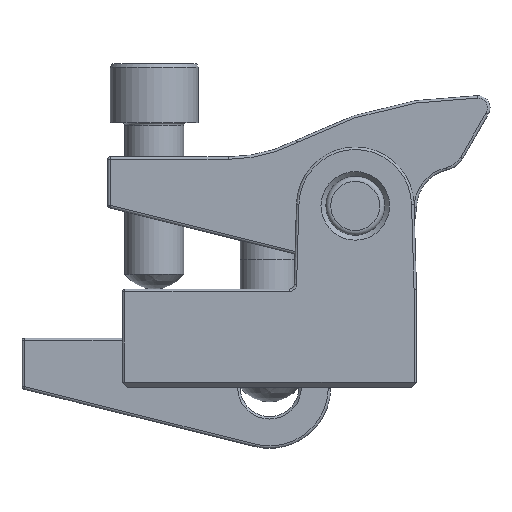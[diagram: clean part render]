
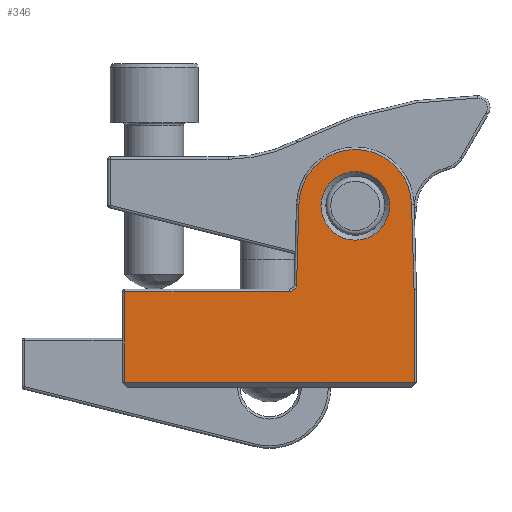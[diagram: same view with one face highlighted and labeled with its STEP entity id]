
A CAD part, left-side view. The second image highlights one B-rep face of the part: STEP entity #346.
In plain terms, the highlighted planar face has unit normal (-1, 0, 0).
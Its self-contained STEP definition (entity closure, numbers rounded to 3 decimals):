
#346 = ADVANCED_FACE( '', ( #588, #589 ), #590, .F. );
#588 = FACE_BOUND( '', #1150, .T. );
#589 = FACE_OUTER_BOUND( '', #1151, .T. );
#590 = PLANE( '', #1152 );
#1150 = EDGE_LOOP( '', ( #1860 ) );
#1151 = EDGE_LOOP( '', ( #1861, #1862, #1863, #1864, #1865, #1866, #1867, #1868 ) );
#1152 = AXIS2_PLACEMENT_3D( '', #1869, #1870, #1871 );
#1860 = ORIENTED_EDGE( '', *, *, #3096, .T. );
#1861 = ORIENTED_EDGE( '', *, *, #3097, .T. );
#1862 = ORIENTED_EDGE( '', *, *, #3098, .T. );
#1863 = ORIENTED_EDGE( '', *, *, #3099, .T. );
#1864 = ORIENTED_EDGE( '', *, *, #3100, .T. );
#1865 = ORIENTED_EDGE( '', *, *, #3101, .T. );
#1866 = ORIENTED_EDGE( '', *, *, #3102, .T. );
#1867 = ORIENTED_EDGE( '', *, *, #3103, .T. );
#1868 = ORIENTED_EDGE( '', *, *, #3104, .T. );
#1869 = CARTESIAN_POINT( '', ( -22., 30., 20. ) );
#1870 = DIRECTION( '', ( 1., 0., 0. ) );
#1871 = DIRECTION( '', ( 0., 0., -1. ) );
#3096 = EDGE_CURVE( '', #3509, #3509, #3510, .T. );
#3097 = EDGE_CURVE( '', #3511, #3512, #3513, .F. );
#3098 = EDGE_CURVE( '', #3512, #3514, #3515, .T. );
#3099 = EDGE_CURVE( '', #3514, #3516, #3517, .T. );
#3100 = EDGE_CURVE( '', #3516, #3518, #3519, .F. );
#3101 = EDGE_CURVE( '', #3518, #3520, #3521, .F. );
#3102 = EDGE_CURVE( '', #3520, #3522, #3523, .F. );
#3103 = EDGE_CURVE( '', #3522, #3524, #3525, .F. );
#3104 = EDGE_CURVE( '', #3524, #3511, #3526, .T. );
#3509 = VERTEX_POINT( '', #4300 );
#3510 = CIRCLE( '', #4301, 7. );
#3511 = VERTEX_POINT( '', #4302 );
#3512 = VERTEX_POINT( '', #4303 );
#3513 = LINE( '', #4304, #4305 );
#3514 = VERTEX_POINT( '', #4306 );
#3515 = LINE( '', #4307, #4308 );
#3516 = VERTEX_POINT( '', #4309 );
#3517 = LINE( '', #4310, #4311 );
#3518 = VERTEX_POINT( '', #4312 );
#3519 = LINE( '', #4313, #4314 );
#3520 = VERTEX_POINT( '', #4315 );
#3521 = LINE( '', #4316, #4317 );
#3522 = VERTEX_POINT( '', #4318 );
#3523 = CIRCLE( '', #4319, 11.5 );
#3524 = VERTEX_POINT( '', #4320 );
#3525 = LINE( '', #4321, #4322 );
#3526 = CIRCLE( '', #4323, 1.5 );
#4300 = CARTESIAN_POINT( '', ( -22., -17.5, 30. ) );
#4301 = AXIS2_PLACEMENT_3D( '', #5150, #5151, #5152 );
#4302 = CARTESIAN_POINT( '', ( -22., -4.029, 19.5 ) );
#4303 = CARTESIAN_POINT( '', ( -22., 29.5, 19.5 ) );
#4304 = CARTESIAN_POINT( '', ( -22., 30., 19.5 ) );
#4305 = VECTOR( '', #5153, 1000. );
#4306 = CARTESIAN_POINT( '', ( -22., 29.5, 1. ) );
#4307 = CARTESIAN_POINT( '', ( -22., 29.5, 20. ) );
#4308 = VECTOR( '', #5154, 1000. );
#4309 = CARTESIAN_POINT( '', ( -22., -29.5, 1. ) );
#4310 = CARTESIAN_POINT( '', ( -22., 30., 1. ) );
#4311 = VECTOR( '', #5155, 1000. );
#4312 = CARTESIAN_POINT( '', ( -22., -29.5, 19.993 ) );
#4313 = CARTESIAN_POINT( '', ( -22., -29.5, 20. ) );
#4314 = VECTOR( '', #5156, 1000. );
#4315 = CARTESIAN_POINT( '', ( -22., -28.995, 37.335 ) );
#4316 = CARTESIAN_POINT( '', ( -22., -29.449, 21.731 ) );
#4317 = VECTOR( '', #5157, 1000. );
#4318 = CARTESIAN_POINT( '', ( -22., -6.005, 37.335 ) );
#4319 = AXIS2_PLACEMENT_3D( '', #5158, #5159, #5160 );
#4320 = CARTESIAN_POINT( '', ( -22., -5.528, 20.956 ) );
#4321 = CARTESIAN_POINT( '', ( -22., -5.47, 18.967 ) );
#4322 = VECTOR( '', #5161, 1000. );
#4323 = AXIS2_PLACEMENT_3D( '', #5162, #5163, #5164 );
#5150 = CARTESIAN_POINT( '', ( -22., -17.5, 37. ) );
#5151 = DIRECTION( '', ( 1., 0., 0. ) );
#5152 = DIRECTION( '', ( 0., 0., -1. ) );
#5153 = DIRECTION( '', ( 0., -1., 0. ) );
#5154 = DIRECTION( '', ( 0., 0., -1. ) );
#5155 = DIRECTION( '', ( 0., -1., 0. ) );
#5156 = DIRECTION( '', ( 0., 0., -1. ) );
#5157 = DIRECTION( '', ( 0., -0.029, -1. ) );
#5158 = CARTESIAN_POINT( '', ( -22., -17.5, 37. ) );
#5159 = DIRECTION( '', ( 1., 0., 0. ) );
#5160 = DIRECTION( '', ( 0., 0., -1. ) );
#5161 = DIRECTION( '', ( 0., -0.029, 1. ) );
#5162 = CARTESIAN_POINT( '', ( -22., -4.029, 21. ) );
#5163 = DIRECTION( '', ( 1., 0., 0. ) );
#5164 = DIRECTION( '', ( 0., 0., -1. ) );
